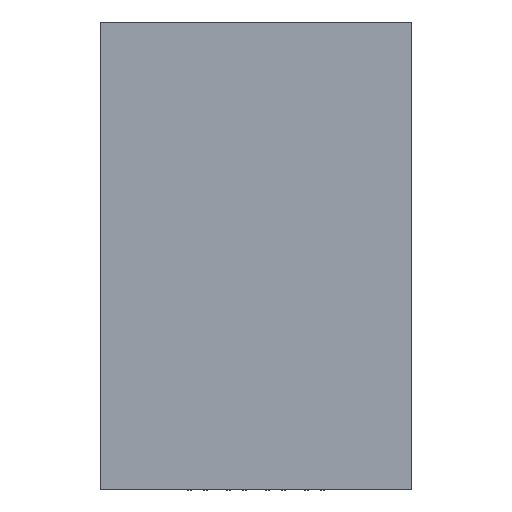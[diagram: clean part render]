
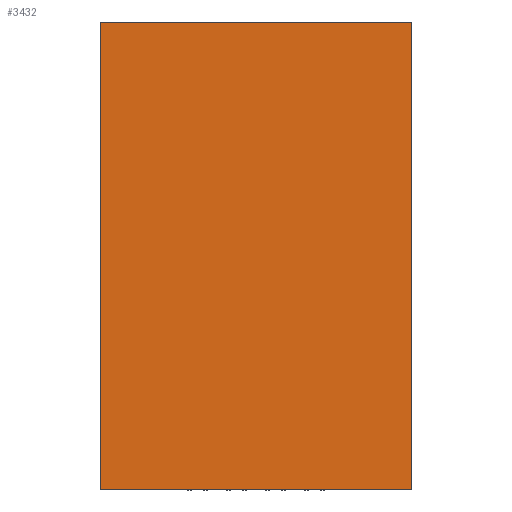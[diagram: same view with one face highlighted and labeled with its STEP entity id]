
A CAD part, top view. The second image highlights one B-rep face of the part: STEP entity #3432.
In plain terms, the highlighted face is planar.
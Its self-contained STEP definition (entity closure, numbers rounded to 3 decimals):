
#31=DIRECTION('',(0.,0.,1.));
#32=VECTOR('',#31,6.);
#33=CARTESIAN_POINT('',(-2.,0.775,-3.));
#34=LINE('',#33,#32);
#39=DIRECTION('',(-1.,0.,0.));
#40=VECTOR('',#39,4.);
#41=CARTESIAN_POINT('',(2.,0.775,-3.));
#42=LINE('',#41,#40);
#46=DIRECTION('',(0.,0.,-1.));
#47=VECTOR('',#46,6.);
#48=CARTESIAN_POINT('',(2.,0.775,3.));
#49=LINE('',#48,#47);
#53=DIRECTION('',(1.,0.,0.));
#54=VECTOR('',#53,4.);
#55=CARTESIAN_POINT('',(-2.,0.775,3.));
#56=LINE('',#55,#54);
#2885=CARTESIAN_POINT('',(-2.,0.775,-3.));
#2886=CARTESIAN_POINT('',(-2.,0.775,3.));
#2887=VERTEX_POINT('',#2885);
#2888=VERTEX_POINT('',#2886);
#2889=CARTESIAN_POINT('',(2.,0.775,3.));
#2890=VERTEX_POINT('',#2889);
#2891=CARTESIAN_POINT('',(2.,0.775,-3.));
#2892=VERTEX_POINT('',#2891);
#3417=CARTESIAN_POINT('',(0.,0.775,0.));
#3418=DIRECTION('',(0.,1.,0.));
#3419=DIRECTION('',(1.,0.,0.));
#3420=AXIS2_PLACEMENT_3D('',#3417,#3418,#3419);
#3421=PLANE('',#3420);
#3423=ORIENTED_EDGE('',*,*,#3422,.F.);
#3425=ORIENTED_EDGE('',*,*,#3424,.F.);
#3427=ORIENTED_EDGE('',*,*,#3426,.F.);
#3429=ORIENTED_EDGE('',*,*,#3428,.F.);
#3430=EDGE_LOOP('',(#3423,#3425,#3427,#3429));
#3431=FACE_OUTER_BOUND('',#3430,.F.);
#3432=ADVANCED_FACE('',(#3431),#3421,.T.);
#3422=EDGE_CURVE('',#2887,#2888,#34,.T.);
#3424=EDGE_CURVE('',#2892,#2887,#42,.T.);
#3426=EDGE_CURVE('',#2890,#2892,#49,.T.);
#3428=EDGE_CURVE('',#2888,#2890,#56,.T.);
